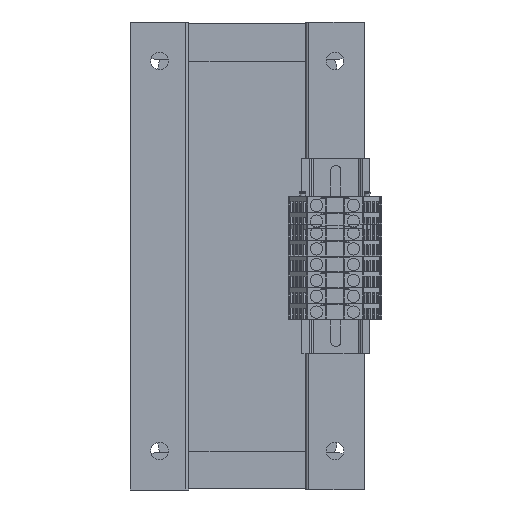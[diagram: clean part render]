
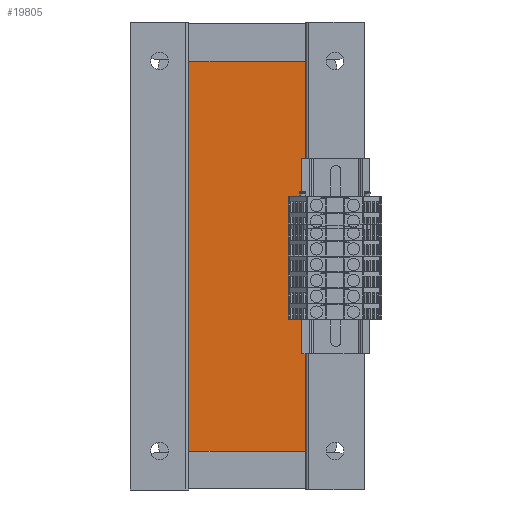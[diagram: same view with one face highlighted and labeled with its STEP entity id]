
A CAD part, front view. The second image highlights one B-rep face of the part: STEP entity #19805.
In plain terms, the highlighted planar face has unit normal (0, -1, 0).
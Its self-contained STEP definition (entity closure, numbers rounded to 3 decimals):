
#1959=FACE_OUTER_BOUND('',#3011,.T.);
#3011=EDGE_LOOP('',(#13364,#13365,#13366,#13367));
#4149=LINE('',#28627,#6376);
#4150=LINE('',#28630,#6377);
#4151=LINE('',#28632,#6378);
#4152=LINE('',#28633,#6379);
#6376=VECTOR('',#22949,10.);
#6377=VECTOR('',#22952,10.);
#6378=VECTOR('',#22953,10.);
#6379=VECTOR('',#22954,10.);
#8596=VERTEX_POINT('',#28620);
#8599=VERTEX_POINT('',#28625);
#8600=VERTEX_POINT('',#28629);
#8601=VERTEX_POINT('',#28631);
#10482=EDGE_CURVE('',#8596,#8599,#4149,.T.);
#10483=EDGE_CURVE('',#8600,#8596,#4150,.T.);
#10484=EDGE_CURVE('',#8601,#8599,#4151,.T.);
#10485=EDGE_CURVE('',#8600,#8601,#4152,.T.);
#13364=ORIENTED_EDGE('',*,*,#10483,.T.);
#13365=ORIENTED_EDGE('',*,*,#10482,.T.);
#13366=ORIENTED_EDGE('',*,*,#10484,.F.);
#13367=ORIENTED_EDGE('',*,*,#10485,.F.);
#19059=PLANE('',#21172);
#19805=ADVANCED_FACE('',(#1959),#19059,.T.);
#21172=AXIS2_PLACEMENT_3D('',#28628,#22950,#22951);
#22949=DIRECTION('',(1.,0.,0.));
#22950=DIRECTION('center_axis',(0.,-1.,0.));
#22951=DIRECTION('ref_axis',(0.,0.,-1.));
#22952=DIRECTION('',(0.,0.,-1.));
#22953=DIRECTION('',(0.,0.,-1.));
#22954=DIRECTION('',(1.,0.,0.));
#28620=CARTESIAN_POINT('',(0.,0.,0.));
#28625=CARTESIAN_POINT('',(60.,0.,0.));
#28627=CARTESIAN_POINT('',(0.,0.,0.));
#28628=CARTESIAN_POINT('Origin',(0.,0.,200.));
#28629=CARTESIAN_POINT('',(0.,0.,200.));
#28630=CARTESIAN_POINT('',(0.,0.,200.));
#28631=CARTESIAN_POINT('',(60.,0.,200.));
#28632=CARTESIAN_POINT('',(60.,0.,200.));
#28633=CARTESIAN_POINT('',(0.,0.,200.));
